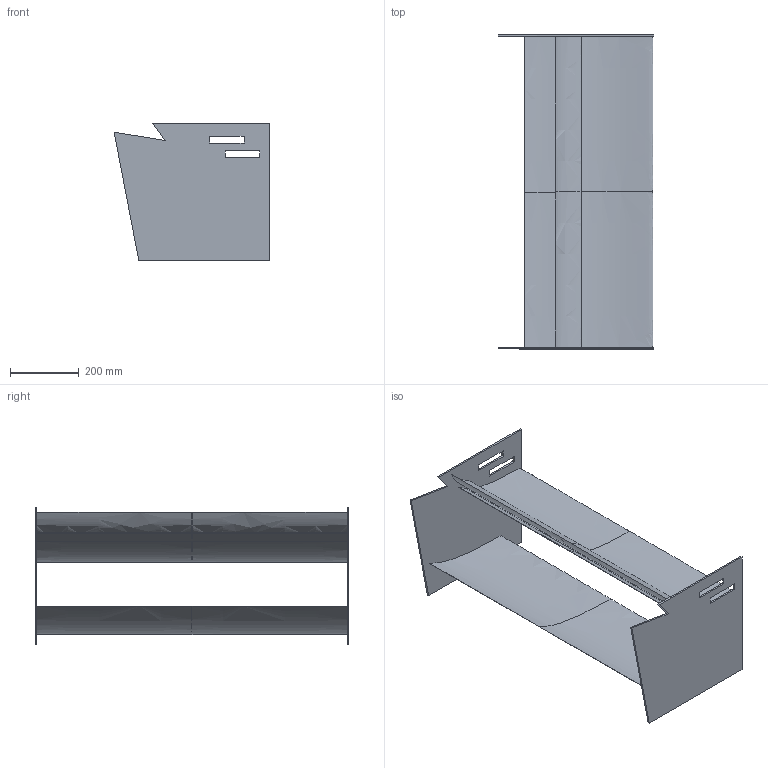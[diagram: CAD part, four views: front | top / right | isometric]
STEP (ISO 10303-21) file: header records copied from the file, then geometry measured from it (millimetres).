
FILE_DESCRIPTION(('CATIA V5 STEP Exchange'),'2;1');
FILE_NAME('Rear Wing.stp','2019-12-12T17:52:44+00:00',('none'),('none'),'CATIA Version 5 Release 17 (IN-10)','CATIA V5 STEP AP203','none');
FILE_SCHEMA(('CONFIG_CONTROL_DESIGN'));
Length unit declared in the file: millimetre
Products named in the file (5): Rear Wing; R_Main_As; R_Sub_As; Symmetry of R_Sub_As; Symmetry of R_Main_As
Assembly tree (14 placements, depth 3):
  Rear Wing
    #56
    R_Main_As
      #575
    R_Sub_As
      #2629
      #4608
      #6641
    #6831
    Symmetry of R_Sub_As
      #7350
      #9329
      #11362
    Symmetry of R_Main_As
      #11558
Bounding box: 451.5 x 910 x 400 mm (x, y, z)
Volume: 12994308.8 mm3; surface area: 1956864.3 mm2
Topology: 10 solids, 10 shells, 74 faces, 152 edges, 98 vertices
Faces by surface type: plane 62, bspline 12
Entity records: 13569 total; most frequent: CARTESIAN_POINT 11792, ORIENTED_EDGE 304, DIRECTION 294, EDGE_CURVE 152, VECTOR 114, LINE 114, VERTEX_POINT 98, AXIS2_PLACEMENT_3D 90
